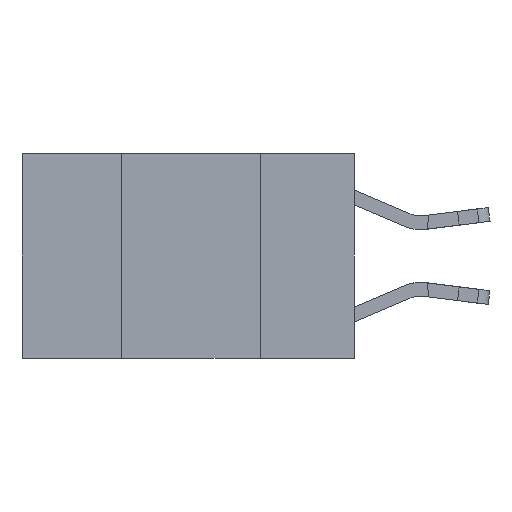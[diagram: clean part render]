
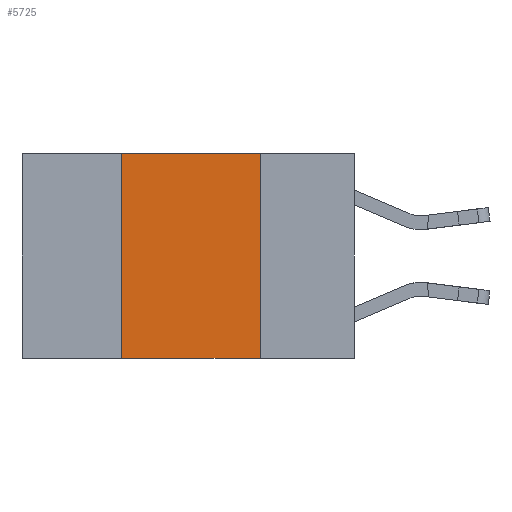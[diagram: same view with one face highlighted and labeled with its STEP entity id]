
A CAD part, left-side view. The second image highlights one B-rep face of the part: STEP entity #5725.
In plain terms, the highlighted planar face has unit normal (-1, 0, 0).
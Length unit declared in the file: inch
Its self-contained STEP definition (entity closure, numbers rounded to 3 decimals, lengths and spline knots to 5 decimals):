
#171 = ORIENTED_EDGE ( 'NONE', *, *, #4834, .F. ) ;
#313 = CARTESIAN_POINT ( 'NONE',  ( 0., 0.42, 0. ) ) ;
#639 = LINE ( 'NONE', #12369, #11508 ) ;
#1589 = ORIENTED_EDGE ( 'NONE', *, *, #3288, .F. ) ;
#1703 = EDGE_CURVE ( 'NONE', #6147, #11290, #11922, .T. ) ;
#1788 = EDGE_CURVE ( 'NONE', #5215, #9703, #13801, .T. ) ;
#1921 = VECTOR ( 'NONE', #4117, 39.37008 ) ;
#3288 = EDGE_CURVE ( 'NONE', #5215, #6147, #6479, .T. ) ;
#4117 = DIRECTION ( 'NONE',  ( 0., -1., 0. ) ) ;
#4684 = CARTESIAN_POINT ( 'NONE',  ( 0., 0.6, -0.37 ) ) ;
#4834 = EDGE_CURVE ( 'NONE', #11290, #9703, #639, .T. ) ;
#5215 = VERTEX_POINT ( 'NONE', #5263 ) ;
#5252 = PLANE ( 'NONE',  #12555 ) ;
#5263 = CARTESIAN_POINT ( 'NONE',  ( 0., 0.42, -0.37 ) ) ;
#5564 = FACE_OUTER_BOUND ( 'NONE', #6412, .T. ) ;
#5725 = ADVANCED_FACE ( 'NONE', ( #5564 ), #5252, .F. ) ;
#5956 = CARTESIAN_POINT ( 'NONE',  ( 0., 0.17, 0. ) ) ;
#6006 = VECTOR ( 'NONE', #8316, 39.37008 ) ;
#6147 = VERTEX_POINT ( 'NONE', #313 ) ;
#6412 = EDGE_LOOP ( 'NONE', ( #171, #7228, #1589, #11786 ) ) ;
#6415 = DIRECTION ( 'NONE',  ( 0., 0., -1. ) ) ;
#6474 = CARTESIAN_POINT ( 'NONE',  ( 0., 0.17, -0.37 ) ) ;
#6479 = LINE ( 'NONE', #13308, #9430 ) ;
#6663 = DIRECTION ( 'NONE',  ( 0., 0., 1. ) ) ;
#7228 = ORIENTED_EDGE ( 'NONE', *, *, #1703, .F. ) ;
#8316 = DIRECTION ( 'NONE',  ( 0., -1., 0. ) ) ;
#8368 = CARTESIAN_POINT ( 'NONE',  ( 0., 0.6, 0. ) ) ;
#9430 = VECTOR ( 'NONE', #6663, 39.37008 ) ;
#9703 = VERTEX_POINT ( 'NONE', #6474 ) ;
#11282 = DIRECTION ( 'NONE',  ( 0., 0., -1. ) ) ;
#11290 = VERTEX_POINT ( 'NONE', #5956 ) ;
#11508 = VECTOR ( 'NONE', #11282, 39.37008 ) ;
#11786 = ORIENTED_EDGE ( 'NONE', *, *, #1788, .T. ) ;
#11922 = LINE ( 'NONE', #8368, #6006 ) ;
#11962 = CARTESIAN_POINT ( 'NONE',  ( 0., 0.6, 0. ) ) ;
#12369 = CARTESIAN_POINT ( 'NONE',  ( 0., 0.17, 0. ) ) ;
#12555 = AXIS2_PLACEMENT_3D ( 'NONE', #11962, #13058, #6415 ) ;
#13058 = DIRECTION ( 'NONE',  ( 1., 0., 0. ) ) ;
#13308 = CARTESIAN_POINT ( 'NONE',  ( 0., 0.42, 0. ) ) ;
#13801 = LINE ( 'NONE', #4684, #1921 ) ;
